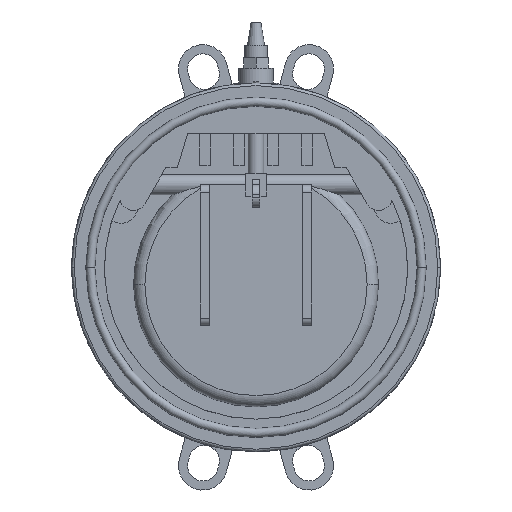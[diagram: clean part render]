
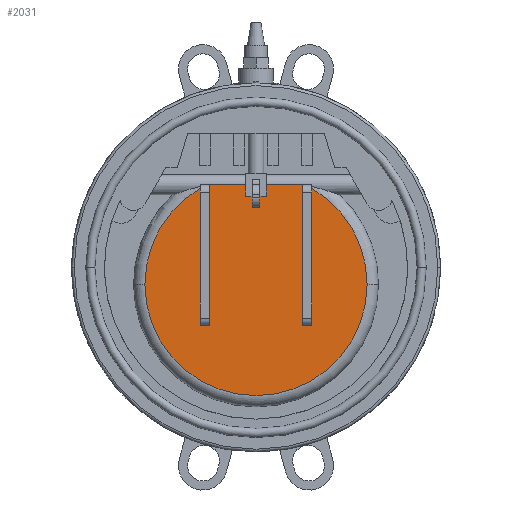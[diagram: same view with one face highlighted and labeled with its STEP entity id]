
A CAD part, front view. The second image highlights one B-rep face of the part: STEP entity #2031.
In plain terms, the highlighted planar face has unit normal (0, -1, 0).
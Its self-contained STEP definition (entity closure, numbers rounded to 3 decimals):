
#2031=ADVANCED_FACE('',(#4162),#4163,.T.);
#4162=FACE_OUTER_BOUND('',#6307,.T.);
#4163=PLANE('',#6308);
#6307=EDGE_LOOP('',(#12501,#12502,#12503,#12504,#12505,#12506,#12507,#12508,#12509,#12510,#12511,#12512,#12513,#12514));
#6308=AXIS2_PLACEMENT_3D('',#12515,#12516,#12517);
#12501=ORIENTED_EDGE('',*,*,#15160,.T.);
#12502=ORIENTED_EDGE('',*,*,#15161,.T.);
#12503=ORIENTED_EDGE('',*,*,#15120,.T.);
#12504=ORIENTED_EDGE('',*,*,#15137,.T.);
#12505=ORIENTED_EDGE('',*,*,#15162,.T.);
#12506=ORIENTED_EDGE('',*,*,#15163,.T.);
#12507=ORIENTED_EDGE('',*,*,#12778,.T.);
#12508=ORIENTED_EDGE('',*,*,#12774,.T.);
#12509=ORIENTED_EDGE('',*,*,#15156,.T.);
#12510=ORIENTED_EDGE('',*,*,#15117,.T.);
#12511=ORIENTED_EDGE('',*,*,#15113,.T.);
#12512=ORIENTED_EDGE('',*,*,#15164,.T.);
#12513=ORIENTED_EDGE('',*,*,#15165,.T.);
#12514=ORIENTED_EDGE('',*,*,#15145,.T.);
#12515=CARTESIAN_POINT('',(0.0,-34.113,-15.005));
#12516=DIRECTION('',(0.0,-1.0,0.0));
#12517=DIRECTION('',(1.0,0.0,0.0));
#12774=EDGE_CURVE('',#15287,#15291,#15293,.T.);
#12778=EDGE_CURVE('',#15295,#15287,#15298,.T.);
#15113=EDGE_CURVE('',#18761,#18762,#18763,.T.);
#15117=EDGE_CURVE('',#18767,#18761,#18768,.T.);
#15120=EDGE_CURVE('',#18771,#18772,#18773,.T.);
#15137=EDGE_CURVE('',#18772,#18798,#18799,.T.);
#15145=EDGE_CURVE('',#18807,#18808,#18809,.T.);
#15156=EDGE_CURVE('',#15291,#18767,#18823,.T.);
#15160=EDGE_CURVE('',#18808,#18827,#18828,.T.);
#15161=EDGE_CURVE('',#18827,#18771,#18829,.T.);
#15162=EDGE_CURVE('',#18798,#18830,#18831,.T.);
#15163=EDGE_CURVE('',#18830,#15295,#18832,.T.);
#15164=EDGE_CURVE('',#18762,#18833,#18834,.T.);
#15165=EDGE_CURVE('',#18833,#18807,#18835,.T.);
#15287=VERTEX_POINT('',#19148);
#15291=VERTEX_POINT('',#19191);
#15293=CIRCLE('',#19230,97.973);
#15295=VERTEX_POINT('',#19232);
#15298=CIRCLE('',#19235,97.973);
#18761=VERTEX_POINT('',#31667);
#18762=VERTEX_POINT('',#31668);
#18763=LINE('',#31669,#31670);
#18767=VERTEX_POINT('',#31676);
#18768=LINE('',#31677,#31678);
#18771=VERTEX_POINT('',#31682);
#18772=VERTEX_POINT('',#31683);
#18773=LINE('',#31684,#31685);
#18798=VERTEX_POINT('',#31718);
#18799=LINE('',#31719,#31720);
#18807=VERTEX_POINT('',#31762);
#18808=VERTEX_POINT('',#31763);
#18809=LINE('',#31764,#31765);
#18823=LINE('',#31783,#31784);
#18827=VERTEX_POINT('',#31789);
#18828=LINE('',#31790,#31791);
#18829=LINE('',#31792,#31793);
#18830=VERTEX_POINT('',#31794);
#18831=LINE('',#31795,#31796);
#18832=CIRCLE('',#31797,97.973);
#18833=VERTEX_POINT('',#31798);
#18834=LINE('',#31799,#31800);
#18835=LINE('',#31801,#31802);
#19148=CARTESIAN_POINT('',(97.973,-34.113,-15.005));
#19191=CARTESIAN_POINT('',(49.014,-34.113,69.827));
#19230=AXIS2_PLACEMENT_3D('',#32069,#32070,#32071);
#19232=CARTESIAN_POINT('',(-97.973,-34.113,-15.005));
#19235=AXIS2_PLACEMENT_3D('',#32078,#32079,#32080);
#31667=CARTESIAN_POINT('',(41.014,-34.113,-51.213));
#31668=CARTESIAN_POINT('',(41.014,-34.113,72.833));
#31669=CARTESIAN_POINT('',(41.014,-34.113,-2.097));
#31670=VECTOR('',#34197,1.0);
#31676=CARTESIAN_POINT('',(49.014,-34.113,-51.213));
#31677=CARTESIAN_POINT('',(20.507,-34.113,-51.213));
#31678=VECTOR('',#34200,1.0);
#31682=CARTESIAN_POINT('',(-41.014,-34.113,72.833));
#31683=CARTESIAN_POINT('',(-41.014,-34.113,-51.213));
#31684=CARTESIAN_POINT('',(-41.014,-34.113,-2.097));
#31685=VECTOR('',#34202,1.0);
#31718=CARTESIAN_POINT('',(-49.014,-34.113,-51.213));
#31719=CARTESIAN_POINT('',(-24.507,-34.113,-51.213));
#31720=VECTOR('',#34223,1.0);
#31762=CARTESIAN_POINT('',(3.501,-34.113,52.833));
#31763=CARTESIAN_POINT('',(-3.501,-34.113,52.833));
#31764=CARTESIAN_POINT('',(-1.75,-34.113,52.833));
#31765=VECTOR('',#34231,1.0);
#31783=CARTESIAN_POINT('',(49.014,-34.113,-2.097));
#31784=VECTOR('',#34245,1.0);
#31789=CARTESIAN_POINT('',(-3.501,-34.113,72.833));
#31790=CARTESIAN_POINT('',(-3.501,-34.113,23.914));
#31791=VECTOR('',#34247,1.0);
#31792=CARTESIAN_POINT('',(0.0,-34.113,72.833));
#31793=VECTOR('',#34248,1.0);
#31794=CARTESIAN_POINT('',(-49.014,-34.113,69.827));
#31795=CARTESIAN_POINT('',(-49.014,-34.113,-2.097));
#31796=VECTOR('',#34249,1.0);
#31797=AXIS2_PLACEMENT_3D('',#34250,#34251,#34252);
#31798=CARTESIAN_POINT('',(3.501,-34.113,72.833));
#31799=CARTESIAN_POINT('',(0.0,-34.113,72.833));
#31800=VECTOR('',#34253,1.0);
#31801=CARTESIAN_POINT('',(3.501,-34.113,23.914));
#31802=VECTOR('',#34254,1.0);
#32069=CARTESIAN_POINT('',(0.0,-34.113,-15.005));
#32070=DIRECTION('',(0.0,-1.0,0.0));
#32071=DIRECTION('',(1.0,0.0,0.0));
#32078=CARTESIAN_POINT('',(0.0,-34.113,-15.005));
#32079=DIRECTION('',(0.0,-1.0,0.0));
#32080=DIRECTION('',(1.0,0.0,0.0));
#34197=DIRECTION('',(-0.0,0.0,1.0));
#34200=DIRECTION('',(-1.0,-0.0,-0.0));
#34202=DIRECTION('',(0.0,0.0,-1.0));
#34223=DIRECTION('',(-1.0,-0.0,-0.0));
#34231=DIRECTION('',(-1.0,-0.0,-0.0));
#34245=DIRECTION('',(0.0,0.0,-1.0));
#34247=DIRECTION('',(-0.0,0.0,1.0));
#34248=DIRECTION('',(-1.0,0.0,0.0));
#34249=DIRECTION('',(-0.0,0.0,1.0));
#34250=CARTESIAN_POINT('',(0.0,-34.113,-15.005));
#34251=DIRECTION('',(0.0,-1.0,0.0));
#34252=DIRECTION('',(1.0,0.0,0.0));
#34253=DIRECTION('',(-1.0,0.0,0.0));
#34254=DIRECTION('',(0.0,0.0,-1.0));
